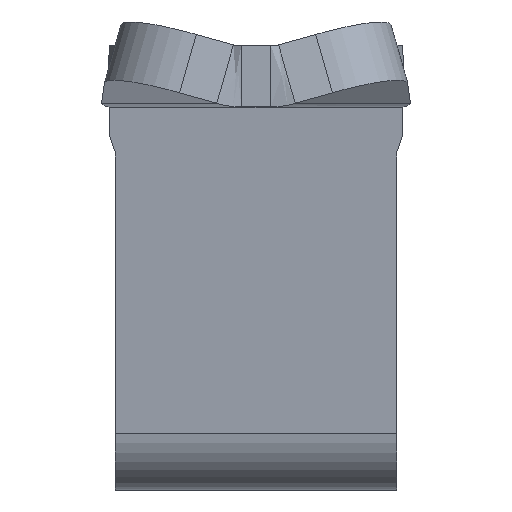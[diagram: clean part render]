
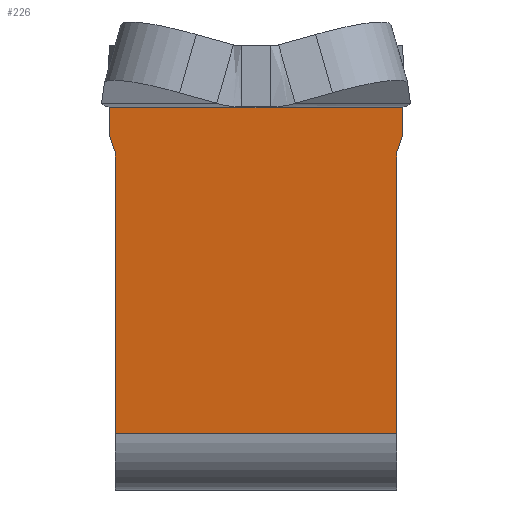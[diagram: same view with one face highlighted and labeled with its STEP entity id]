
A CAD part, left-side view. The second image highlights one B-rep face of the part: STEP entity #226.
In plain terms, the highlighted planar face has unit normal (-0.996, 0, -0.087).
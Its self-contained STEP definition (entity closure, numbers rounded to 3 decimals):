
#23 = VECTOR ( 'NONE', #990, 1000. ) ;
#34 = DIRECTION ( 'NONE',  ( 0., 1., 0. ) ) ;
#84 = CARTESIAN_POINT ( 'NONE',  ( -15.18, 0., -15.785 ) ) ;
#106 = LINE ( 'NONE', #621, #232 ) ;
#110 = VERTEX_POINT ( 'NONE', #1574 ) ;
#115 = CARTESIAN_POINT ( 'NONE',  ( -16.535, -9.2, -0.303 ) ) ;
#117 = EDGE_CURVE ( 'NONE', #1156, #344, #1170, .T. ) ;
#133 = ORIENTED_EDGE ( 'NONE', *, *, #117, .F. ) ;
#159 = ORIENTED_EDGE ( 'NONE', *, *, #1162, .F. ) ;
#172 = DIRECTION ( 'NONE',  ( -0.087, 0., 0.996 ) ) ;
#178 = VERTEX_POINT ( 'NONE', #441 ) ;
#196 = LINE ( 'NONE', #1199, #763 ) ;
#226 = ADVANCED_FACE ( 'NONE', ( #323 ), #1213, .F. ) ;
#232 = VECTOR ( 'NONE', #765, 1000. ) ;
#246 = VECTOR ( 'NONE', #34, 1000. ) ;
#253 = CARTESIAN_POINT ( 'NONE',  ( -18.141, 9.2, 18.062 ) ) ;
#273 = CARTESIAN_POINT ( 'NONE',  ( -16.535, 0., -0.303 ) ) ;
#279 = VERTEX_POINT ( 'NONE', #881 ) ;
#315 = LINE ( 'NONE', #709, #1233 ) ;
#318 = LINE ( 'NONE', #1174, #1242 ) ;
#323 = FACE_OUTER_BOUND ( 'NONE', #1508, .T. ) ;
#344 = VERTEX_POINT ( 'NONE', #608 ) ;
#367 = VERTEX_POINT ( 'NONE', #500 ) ;
#372 = DIRECTION ( 'NONE',  ( -0.087, 0., 0.996 ) ) ;
#441 = CARTESIAN_POINT ( 'NONE',  ( -18.229, -9.55, 19.059 ) ) ;
#468 = DIRECTION ( 'NONE',  ( 0.087, 0., -0.996 ) ) ;
#478 = ORIENTED_EDGE ( 'NONE', *, *, #806, .T. ) ;
#494 = EDGE_CURVE ( 'NONE', #367, #279, #998, .T. ) ;
#500 = CARTESIAN_POINT ( 'NONE',  ( -18.141, 9.2, 18.062 ) ) ;
#534 = EDGE_CURVE ( 'NONE', #279, #110, #842, .T. ) ;
#547 = ORIENTED_EDGE ( 'NONE', *, *, #1407, .F. ) ;
#608 = CARTESIAN_POINT ( 'NONE',  ( -16.535, 9.2, -0.303 ) ) ;
#621 = CARTESIAN_POINT ( 'NONE',  ( -18.394, 0., 20.954 ) ) ;
#637 = VERTEX_POINT ( 'NONE', #1031 ) ;
#665 = VECTOR ( 'NONE', #1194, 1000. ) ;
#709 = CARTESIAN_POINT ( 'NONE',  ( -16.535, -9.2, -0.303 ) ) ;
#763 = VECTOR ( 'NONE', #1137, 1000. ) ;
#765 = DIRECTION ( 'NONE',  ( 0., -1., 0. ) ) ;
#790 = EDGE_CURVE ( 'NONE', #1156, #1084, #315, .T. ) ;
#806 = EDGE_CURVE ( 'NONE', #367, #344, #1333, .T. ) ;
#819 = CARTESIAN_POINT ( 'NONE',  ( -18.141, -9.2, 18.062 ) ) ;
#842 = LINE ( 'NONE', #1237, #1295 ) ;
#881 = CARTESIAN_POINT ( 'NONE',  ( -18.229, 9.55, 19.059 ) ) ;
#990 = DIRECTION ( 'NONE',  ( -0.082, 0.331, 0.94 ) ) ;
#998 = LINE ( 'NONE', #253, #23 ) ;
#1031 = CARTESIAN_POINT ( 'NONE',  ( -18.394, -9.55, 20.954 ) ) ;
#1076 = ORIENTED_EDGE ( 'NONE', *, *, #790, .T. ) ;
#1084 = VERTEX_POINT ( 'NONE', #819 ) ;
#1130 = EDGE_CURVE ( 'NONE', #178, #1084, #318, .T. ) ;
#1137 = DIRECTION ( 'NONE',  ( 0.087, 0., -0.996 ) ) ;
#1156 = VERTEX_POINT ( 'NONE', #115 ) ;
#1162 = EDGE_CURVE ( 'NONE', #110, #637, #106, .T. ) ;
#1170 = LINE ( 'NONE', #273, #246 ) ;
#1174 = CARTESIAN_POINT ( 'NONE',  ( -18.229, -9.55, 19.059 ) ) ;
#1193 = DIRECTION ( 'NONE',  ( 0.996, 0., 0.087 ) ) ;
#1194 = DIRECTION ( 'NONE',  ( 0.087, 0., -0.996 ) ) ;
#1199 = CARTESIAN_POINT ( 'NONE',  ( -18.394, -9.55, 20.954 ) ) ;
#1213 = PLANE ( 'NONE',  #1374 ) ;
#1233 = VECTOR ( 'NONE', #172, 1000. ) ;
#1237 = CARTESIAN_POINT ( 'NONE',  ( -18.229, 9.55, 19.059 ) ) ;
#1242 = VECTOR ( 'NONE', #1571, 1000. ) ;
#1285 = ORIENTED_EDGE ( 'NONE', *, *, #494, .F. ) ;
#1295 = VECTOR ( 'NONE', #372, 1000. ) ;
#1333 = LINE ( 'NONE', #1452, #665 ) ;
#1374 = AXIS2_PLACEMENT_3D ( 'NONE', #84, #1193, #468 ) ;
#1407 = EDGE_CURVE ( 'NONE', #637, #178, #196, .T. ) ;
#1439 = ORIENTED_EDGE ( 'NONE', *, *, #534, .F. ) ;
#1452 = CARTESIAN_POINT ( 'NONE',  ( -18.141, 9.2, 18.062 ) ) ;
#1508 = EDGE_LOOP ( 'NONE', ( #159, #1439, #1285, #478, #133, #1076, #1515, #547 ) ) ;
#1515 = ORIENTED_EDGE ( 'NONE', *, *, #1130, .F. ) ;
#1571 = DIRECTION ( 'NONE',  ( 0.082, 0.331, -0.94 ) ) ;
#1574 = CARTESIAN_POINT ( 'NONE',  ( -18.394, 9.55, 20.954 ) ) ;
